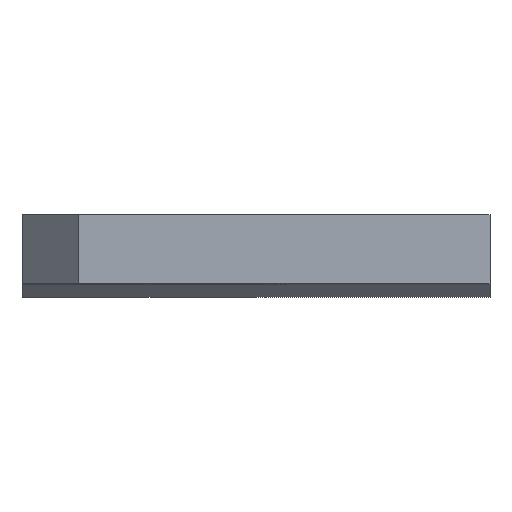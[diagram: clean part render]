
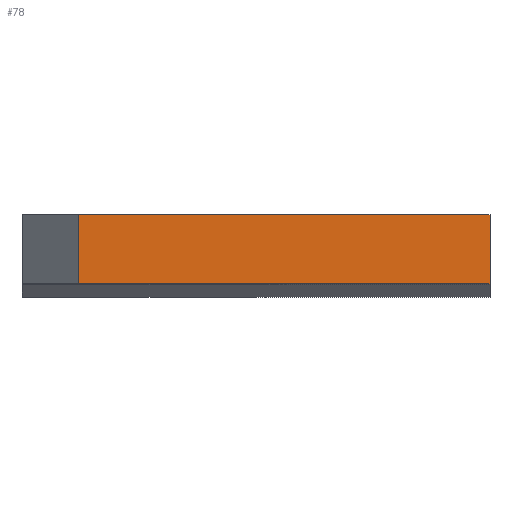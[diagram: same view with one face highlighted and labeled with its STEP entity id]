
A CAD part, top view. The second image highlights one B-rep face of the part: STEP entity #78.
In plain terms, the highlighted free-form (B-spline) face has degree [1, 1] with [2, 2] control points.
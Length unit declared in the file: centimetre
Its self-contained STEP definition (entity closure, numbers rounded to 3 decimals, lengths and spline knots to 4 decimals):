
#78=ADVANCED_FACE('',(#141),#2055,.T.);
#141=FACE_OUTER_BOUND('',#203,.T.);
#203=EDGE_LOOP('',(#287,#288,#289,#290));
#287=ORIENTED_EDGE('',*,*,#1358,.T.);
#288=ORIENTED_EDGE('',*,*,#1354,.F.);
#289=ORIENTED_EDGE('',*,*,#1339,.F.);
#290=ORIENTED_EDGE('',*,*,#1359,.T.);
#574=PCURVE('',#2051,#880);
#594=PCURVE('',#2054,#900);
#598=PCURVE('',#2055,#904);
#599=PCURVE('',#2055,#905);
#600=PCURVE('',#2055,#906);
#601=PCURVE('',#2055,#907);
#603=PCURVE('',#2056,#909);
#610=PCURVE('',#2058,#916);
#880=DEFINITIONAL_REPRESENTATION('',(#1495),#4243);
#900=DEFINITIONAL_REPRESENTATION('',(#1528),#4243);
#904=DEFINITIONAL_REPRESENTATION('',(#1536),#4243);
#905=DEFINITIONAL_REPRESENTATION('',(#1537),#4243);
#906=DEFINITIONAL_REPRESENTATION('',(#1538),#4243);
#907=DEFINITIONAL_REPRESENTATION('',(#1540),#4243);
#909=DEFINITIONAL_REPRESENTATION('',(#1543),#4243);
#916=DEFINITIONAL_REPRESENTATION('',(#1552),#4243);
#1186=SURFACE_CURVE('',#1494,(#574,#600),.PCURVE_S1.);
#1201=SURFACE_CURVE('',#1527,(#594,#599),.PCURVE_S1.);
#1205=SURFACE_CURVE('',#1535,(#598,#610),.PCURVE_S1.);
#1206=SURFACE_CURVE('',#1539,(#601,#603),.PCURVE_S1.);
#1339=EDGE_CURVE('',#1951,#1950,#1186,.T.);
#1354=EDGE_CURVE('',#1950,#1957,#1201,.T.);
#1358=EDGE_CURVE('',#1959,#1957,#1205,.T.);
#1359=EDGE_CURVE('',#1951,#1959,#1206,.T.);
#1494=B_SPLINE_CURVE_WITH_KNOTS('',1,(#2249,#2250),.UNSPECIFIED.,.F.,.F.,
(2,2),(78.1992,100.1992),.UNSPECIFIED.);
#1495=B_SPLINE_CURVE_WITH_KNOTS('',1,(#2251,#2252),.UNSPECIFIED.,.F.,.F.,
(2,2),(78.1992,100.1992),.UNSPECIFIED.);
#1527=B_SPLINE_CURVE_WITH_KNOTS('',1,(#2629,#2630),.UNSPECIFIED.,.F.,.F.,
(2,2),(0.,3.7),.UNSPECIFIED.);
#1528=B_SPLINE_CURVE_WITH_KNOTS('',1,(#2631,#2632),.UNSPECIFIED.,.F.,.F.,
(2,2),(0.,3.7),.UNSPECIFIED.);
#1535=B_SPLINE_CURVE_WITH_KNOTS('',3,(#2679,#2680,#2681,#2682),
 .UNSPECIFIED.,.F.,.F.,(4,4),(0.,22.),.UNSPECIFIED.);
#1536=B_SPLINE_CURVE_WITH_KNOTS('',3,(#2683,#2684,#2685,#2686),
 .UNSPECIFIED.,.F.,.F.,(4,4),(0.,22.),.UNSPECIFIED.);
#1537=B_SPLINE_CURVE_WITH_KNOTS('',1,(#2687,#2688),.UNSPECIFIED.,.F.,.F.,
(2,2),(0.,3.7),.UNSPECIFIED.);
#1538=B_SPLINE_CURVE_WITH_KNOTS('',1,(#2689,#2690),.UNSPECIFIED.,.F.,.F.,
(2,2),(78.1992,100.1992),.UNSPECIFIED.);
#1539=B_SPLINE_CURVE_WITH_KNOTS('',1,(#2691,#2692),.UNSPECIFIED.,.F.,.F.,
(2,2),(0.,3.7),.UNSPECIFIED.);
#1540=B_SPLINE_CURVE_WITH_KNOTS('',1,(#2693,#2694),.UNSPECIFIED.,.F.,.F.,
(2,2),(0.,3.7),.UNSPECIFIED.);
#1543=B_SPLINE_CURVE_WITH_KNOTS('',1,(#2703,#2704),.UNSPECIFIED.,.F.,.F.,
(2,2),(0.,3.7),.UNSPECIFIED.);
#1552=B_SPLINE_CURVE_WITH_KNOTS('',1,(#2725,#2726),.UNSPECIFIED.,.F.,.F.,
(2,2),(0.,22.),.UNSPECIFIED.);
#1950=VERTEX_POINT('',#2222);
#1951=VERTEX_POINT('',#2223);
#1957=VERTEX_POINT('',#2229);
#1959=VERTEX_POINT('',#2231);
#2051=B_SPLINE_SURFACE_WITH_KNOTS('',1,1,((#2139,#2140),(#2141,#2142)),
 .UNSPECIFIED.,.F.,.F.,.F.,(2,2),(2,2),(-25.,0.),(-11.5,3.5),
 .UNSPECIFIED.);
#2054=B_SPLINE_SURFACE_WITH_KNOTS('',1,1,((#2151,#2152),(#2153,#2154)),
 .UNSPECIFIED.,.F.,.F.,.F.,(2,2),(2,2),(-115.1992,-100.1992),
(0.,4.4),.UNSPECIFIED.);
#2055=B_SPLINE_SURFACE_WITH_KNOTS('',1,1,((#2155,#2156),(#2157,#2158)),
 .UNSPECIFIED.,.F.,.F.,.F.,(2,2),(2,2),(-100.1992,-78.1992),
(0.,4.4),.UNSPECIFIED.);
#2056=B_SPLINE_SURFACE_WITH_KNOTS('',1,1,((#2159,#2160),(#2161,#2162)),
 .UNSPECIFIED.,.F.,.F.,.F.,(2,2),(2,2),(-78.1992,-73.8471),
(0.,4.4),.UNSPECIFIED.);
#2058=B_SPLINE_SURFACE_WITH_KNOTS('',1,1,((#2167,#2168),(#2169,#2170)),
 .UNSPECIFIED.,.F.,.F.,.F.,(2,2),(2,2),(-10.4,0.),(0.,25.),
 .UNSPECIFIED.);
#2139=CARTESIAN_POINT('',(52.2385,33.5416,16.9041));
#2140=CARTESIAN_POINT('',(52.2385,33.5416,18.7041));
#2141=CARTESIAN_POINT('',(49.2385,33.5416,16.9041));
#2142=CARTESIAN_POINT('',(49.2385,33.5416,18.7041));
#2151=CARTESIAN_POINT('',(52.2385,33.5416,16.9041));
#2152=CARTESIAN_POINT('',(52.2385,33.0136,16.9041));
#2153=CARTESIAN_POINT('',(52.2385,33.5416,18.7041));
#2154=CARTESIAN_POINT('',(52.2385,33.0136,18.7041));
#2155=CARTESIAN_POINT('',(52.2385,33.5416,18.7041));
#2156=CARTESIAN_POINT('',(52.2385,33.0136,18.7041));
#2157=CARTESIAN_POINT('',(49.5985,33.5416,18.7041));
#2158=CARTESIAN_POINT('',(49.5985,33.0136,18.7041));
#2159=CARTESIAN_POINT('',(49.5985,33.5416,18.7041));
#2160=CARTESIAN_POINT('',(49.5985,33.0136,18.7041));
#2161=CARTESIAN_POINT('',(49.2385,33.5416,18.3258));
#2162=CARTESIAN_POINT('',(49.2385,33.0136,18.3258));
#2167=CARTESIAN_POINT('',(52.2385,33.0976,17.4561));
#2168=CARTESIAN_POINT('',(49.2385,33.0976,17.4561));
#2169=CARTESIAN_POINT('',(52.2385,33.0976,18.7041));
#2170=CARTESIAN_POINT('',(49.2385,33.0976,18.7041));
#2222=CARTESIAN_POINT('',(52.2385,33.5416,18.7041));
#2223=CARTESIAN_POINT('',(49.5985,33.5416,18.7041));
#2229=CARTESIAN_POINT('',(52.2385,33.0976,18.7041));
#2231=CARTESIAN_POINT('',(49.5985,33.0976,18.7041));
#2249=CARTESIAN_POINT('',(49.5985,33.5416,18.7041));
#2250=CARTESIAN_POINT('',(52.2385,33.5416,18.7041));
#2251=CARTESIAN_POINT('',(-3.,3.5));
#2252=CARTESIAN_POINT('',(-25.,3.5));
#2629=CARTESIAN_POINT('',(52.2385,33.5416,18.7041));
#2630=CARTESIAN_POINT('',(52.2385,33.0976,18.7041));
#2631=CARTESIAN_POINT('',(-100.199,0.));
#2632=CARTESIAN_POINT('',(-100.199,3.7));
#2679=CARTESIAN_POINT('',(49.5985,33.0976,18.7041));
#2680=CARTESIAN_POINT('',(50.4785,33.0976,18.7041));
#2681=CARTESIAN_POINT('',(51.3585,33.0976,18.7041));
#2682=CARTESIAN_POINT('',(52.2385,33.0976,18.7041));
#2683=CARTESIAN_POINT('',(-78.199,3.7));
#2684=CARTESIAN_POINT('',(-85.533,3.7));
#2685=CARTESIAN_POINT('',(-92.866,3.7));
#2686=CARTESIAN_POINT('',(-100.199,3.7));
#2687=CARTESIAN_POINT('',(-100.199,0.));
#2688=CARTESIAN_POINT('',(-100.199,3.7));
#2689=CARTESIAN_POINT('',(-78.199,0.));
#2690=CARTESIAN_POINT('',(-100.199,0.));
#2691=CARTESIAN_POINT('',(49.5985,33.5416,18.7041));
#2692=CARTESIAN_POINT('',(49.5985,33.0976,18.7041));
#2693=CARTESIAN_POINT('',(-78.199,0.));
#2694=CARTESIAN_POINT('',(-78.199,3.7));
#2703=CARTESIAN_POINT('',(-78.199,0.));
#2704=CARTESIAN_POINT('',(-78.199,3.7));
#2725=CARTESIAN_POINT('',(0.,22.));
#2726=CARTESIAN_POINT('',(0.,0.));
#4243=(
GEOMETRIC_REPRESENTATION_CONTEXT(2)
PARAMETRIC_REPRESENTATION_CONTEXT()
REPRESENTATION_CONTEXT('pspace','')
);
